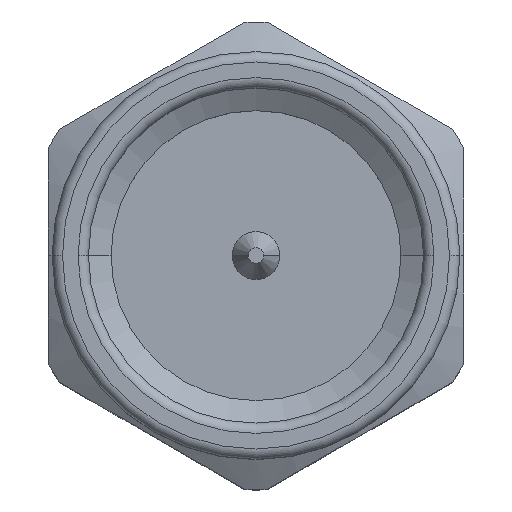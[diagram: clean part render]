
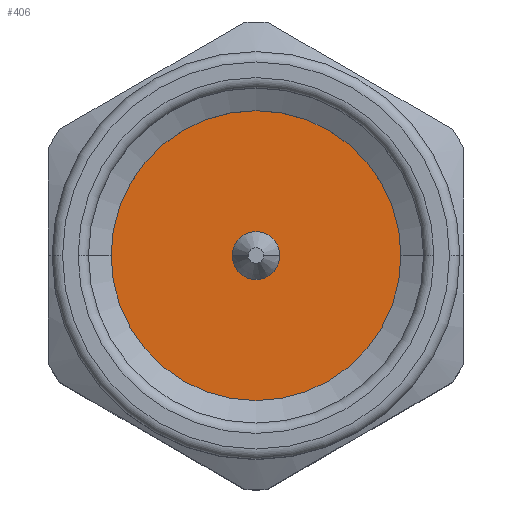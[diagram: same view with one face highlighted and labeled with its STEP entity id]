
A CAD part, top view. The second image highlights one B-rep face of the part: STEP entity #406.
In plain terms, the highlighted planar face has unit normal (0, 0, 1).
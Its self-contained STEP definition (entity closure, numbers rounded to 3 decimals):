
#2 = EDGE_CURVE ( 'NONE', #431, #2080, #2508, .T. ) ;
#54 = DIRECTION ( 'NONE',  ( 0., 1., 0. ) ) ;
#285 = DIRECTION ( 'NONE',  ( 0., 0., 1. ) ) ;
#375 = AXIS2_PLACEMENT_3D ( 'NONE', #968, #285, #54 ) ;
#379 = ORIENTED_EDGE ( 'NONE', *, *, #2569, .F. ) ;
#406 = ADVANCED_FACE ( 'NONE', ( #1914, #1888 ), #816, .F. ) ;
#431 = VERTEX_POINT ( 'NONE', #1708 ) ;
#540 = EDGE_LOOP ( 'NONE', ( #1292, #2698 ) ) ;
#543 = DIRECTION ( 'NONE',  ( 0., 0., -1. ) ) ;
#556 = DIRECTION ( 'NONE',  ( 0., 1., 0. ) ) ;
#731 = CIRCLE ( 'NONE', #2339, 2.79 ) ;
#816 = PLANE ( 'NONE',  #2229 ) ;
#895 = AXIS2_PLACEMENT_3D ( 'NONE', #1495, #1064, #1534 ) ;
#968 = CARTESIAN_POINT ( 'NONE',  ( 0., 0., 5.608 ) ) ;
#1064 = DIRECTION ( 'NONE',  ( 0., 0., -1. ) ) ;
#1087 = DIRECTION ( 'NONE',  ( 0., 0., 1. ) ) ;
#1292 = ORIENTED_EDGE ( 'NONE', *, *, #1807, .F. ) ;
#1458 = CARTESIAN_POINT ( 'NONE',  ( 0., 0., 5.608 ) ) ;
#1495 = CARTESIAN_POINT ( 'NONE',  ( 0., 0., 5.608 ) ) ;
#1528 = CARTESIAN_POINT ( 'NONE',  ( 0.46, 0., 5.608 ) ) ;
#1534 = DIRECTION ( 'NONE',  ( 0., 1., 0. ) ) ;
#1563 = EDGE_CURVE ( 'NONE', #2820, #1870, #731, .T. ) ;
#1649 = DIRECTION ( 'NONE',  ( 0., 0., -1. ) ) ;
#1678 = CARTESIAN_POINT ( 'NONE',  ( 0., 0., 5.608 ) ) ;
#1686 = CARTESIAN_POINT ( 'NONE',  ( -2.79, 0., 5.608 ) ) ;
#1708 = CARTESIAN_POINT ( 'NONE',  ( -0.46, 0., 5.608 ) ) ;
#1807 = EDGE_CURVE ( 'NONE', #2080, #431, #2730, .T. ) ;
#1870 = VERTEX_POINT ( 'NONE', #2647 ) ;
#1888 = FACE_OUTER_BOUND ( 'NONE', #2426, .T. ) ;
#1914 = FACE_BOUND ( 'NONE', #540, .T. ) ;
#2080 = VERTEX_POINT ( 'NONE', #1528 ) ;
#2181 = CARTESIAN_POINT ( 'NONE',  ( 0., 0., 5.608 ) ) ;
#2185 = AXIS2_PLACEMENT_3D ( 'NONE', #2181, #1087, #2662 ) ;
#2227 = ORIENTED_EDGE ( 'NONE', *, *, #1563, .F. ) ;
#2229 = AXIS2_PLACEMENT_3D ( 'NONE', #1458, #543, #2353 ) ;
#2339 = AXIS2_PLACEMENT_3D ( 'NONE', #1678, #1649, #556 ) ;
#2353 = DIRECTION ( 'NONE',  ( 0., 1., 0. ) ) ;
#2426 = EDGE_LOOP ( 'NONE', ( #2227, #379 ) ) ;
#2508 = CIRCLE ( 'NONE', #375, 0.46 ) ;
#2569 = EDGE_CURVE ( 'NONE', #1870, #2820, #2744, .T. ) ;
#2647 = CARTESIAN_POINT ( 'NONE',  ( 2.79, 0., 5.608 ) ) ;
#2662 = DIRECTION ( 'NONE',  ( 0., 1., 0. ) ) ;
#2698 = ORIENTED_EDGE ( 'NONE', *, *, #2, .F. ) ;
#2730 = CIRCLE ( 'NONE', #2185, 0.46 ) ;
#2744 = CIRCLE ( 'NONE', #895, 2.79 ) ;
#2820 = VERTEX_POINT ( 'NONE', #1686 ) ;
